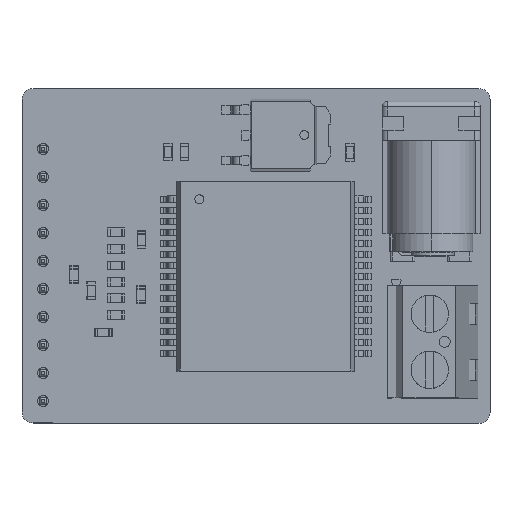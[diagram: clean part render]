
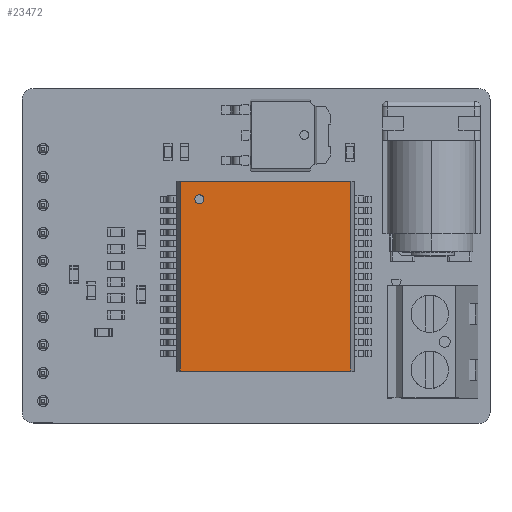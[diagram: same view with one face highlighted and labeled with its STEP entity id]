
A CAD part, top view. The second image highlights one B-rep face of the part: STEP entity #23472.
In plain terms, the highlighted planar face has unit normal (0, 0, 1).
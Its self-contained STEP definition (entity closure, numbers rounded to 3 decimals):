
#23472 = ADVANCED_FACE('',(#23473),#23507,.T.);
#23473 = FACE_BOUND('',#23474,.T.);
#23474 = EDGE_LOOP('',(#23475,#23485,#23493,#23501));
#23475 = ORIENTED_EDGE('',*,*,#23476,.F.);
#23476 = EDGE_CURVE('',#23477,#23479,#23481,.T.);
#23477 = VERTEX_POINT('',#23478);
#23478 = CARTESIAN_POINT('',(7.722,-8.572,2.362));
#23479 = VERTEX_POINT('',#23480);
#23480 = CARTESIAN_POINT('',(-7.722,-8.572,2.362));
#23481 = LINE('',#23482,#23483);
#23482 = CARTESIAN_POINT('',(7.722,-8.572,2.362));
#23483 = VECTOR('',#23484,1.);
#23484 = DIRECTION('',(-1.,0.,0.));
#23485 = ORIENTED_EDGE('',*,*,#23486,.F.);
#23486 = EDGE_CURVE('',#23487,#23477,#23489,.T.);
#23487 = VERTEX_POINT('',#23488);
#23488 = CARTESIAN_POINT('',(7.722,8.572,2.362));
#23489 = LINE('',#23490,#23491);
#23490 = CARTESIAN_POINT('',(7.722,8.572,2.362));
#23491 = VECTOR('',#23492,1.);
#23492 = DIRECTION('',(0.,-1.,0.));
#23493 = ORIENTED_EDGE('',*,*,#23494,.F.);
#23494 = EDGE_CURVE('',#23495,#23487,#23497,.T.);
#23495 = VERTEX_POINT('',#23496);
#23496 = CARTESIAN_POINT('',(-7.722,8.572,2.362));
#23497 = LINE('',#23498,#23499);
#23498 = CARTESIAN_POINT('',(-7.722,8.572,2.362));
#23499 = VECTOR('',#23500,1.);
#23500 = DIRECTION('',(1.,0.,0.));
#23501 = ORIENTED_EDGE('',*,*,#23502,.F.);
#23502 = EDGE_CURVE('',#23479,#23495,#23503,.T.);
#23503 = LINE('',#23504,#23505);
#23504 = CARTESIAN_POINT('',(-7.722,-8.572,2.362));
#23505 = VECTOR('',#23506,1.);
#23506 = DIRECTION('',(0.,1.,0.));
#23507 = PLANE('',#23508);
#23508 = AXIS2_PLACEMENT_3D('',#23509,#23510,#23511);
#23509 = CARTESIAN_POINT('',(-7.722,-8.572,2.362));
#23510 = DIRECTION('',(0.,0.,1.));
#23511 = DIRECTION('',(0.,1.,0.));
